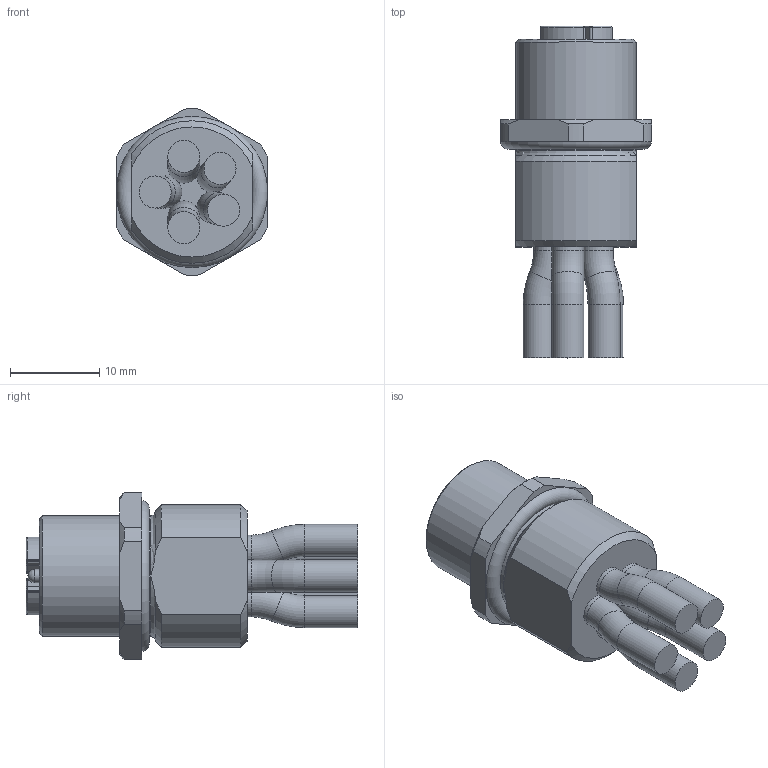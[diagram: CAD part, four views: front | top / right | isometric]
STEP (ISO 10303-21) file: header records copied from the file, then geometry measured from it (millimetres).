
FILE_DESCRIPTION(/* description */ (''),/* implementation_level */ '2;1');
FILE_NAME(/* name */ 'PK-FVM12KU5-m_M16.stp',/* time_stamp */ '2019-01-25T10:42:41+01:00',/* author */ ('ESCHA GmbH & Co. KG'),/* organization */ ('ESCHA GmbH & Co. KG'),/* preprocessor_version */ 'ST-DEVELOPER v16',/* originating_system */ 'SIEMENS PLM Software NX 10.0',/* authorisation */ '');
FILE_SCHEMA (('AUTOMOTIVE_DESIGN { 1 0 10303 214 3 1 1 1 }'));
Length unit declared in the file: millimetre
Products named in the file (1): 5030481__Flanschgehaeuse_part_327381
Bounding box: 17 x 37.25 x 18.69 mm (x, y, z)
Volume: 4468.9 mm3; surface area: 2950.6 mm2
Topology: 1 solids, 1 shells, 233 faces, 594 edges, 367 vertices
Faces by surface type: plane 90, cylinder 58, extrusion 30, torus 27, cone 15, sphere 11, bspline 2
Full cylindrical faces by diameter (mm): 1.5 x1, 3.6 x5, 10.985 x1, 12.3 x1, 13.5 x2
Entity records: 7442 total; most frequent: CARTESIAN_POINT 2227, ORIENTED_EDGE 1090, DIRECTION 987, EDGE_CURVE 545, AXIS2_PLACEMENT_3D 385, VERTEX_POINT 362, EDGE_LOOP 275, ADVANCED_FACE 233
